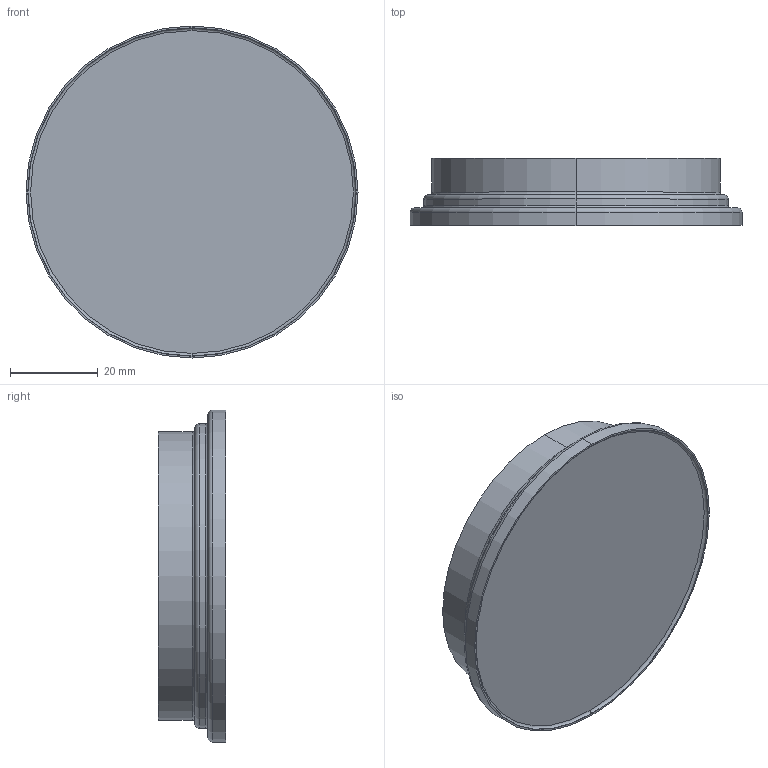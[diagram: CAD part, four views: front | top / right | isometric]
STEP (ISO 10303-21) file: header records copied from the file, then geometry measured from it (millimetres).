
FILE_DESCRIPTION (( 'STEP AP214' ), '1' );
FILE_NAME ('Hositrad_HVP2500-Spinn.STEP', '2012-11-09T08:26:44', ( '' ), ( '' ), 'SwSTEP 2.0', 'SolidWorks 2012', '' );
FILE_SCHEMA (( 'AUTOMOTIVE_DESIGN' ));
Length unit declared in the file: millimetre
Products named in the file (1): Hositrad_HVP2500-Spinn
Bounding box: 75.8 x 15.3 x 75.8 mm (x, y, z)
Volume: 15947.9 mm3; surface area: 18028.7 mm2
Topology: 2 solids, 2 shells, 45 faces, 88 edges, 52 vertices
Faces by surface type: torus 20, cylinder 14, plane 9, cone 2
Entity records: 1342 total; most frequent: DIRECTION 252, CARTESIAN_POINT 186, ORIENTED_EDGE 176, AXIS2_PLACEMENT_3D 118, EDGE_CURVE 88, CIRCLE 72, VERTEX_POINT 52, EDGE_LOOP 52
